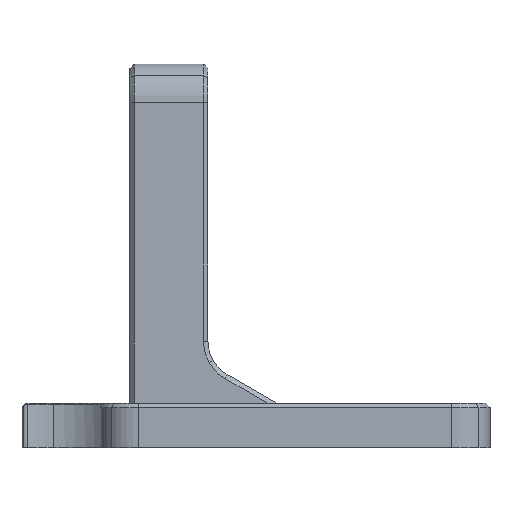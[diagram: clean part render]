
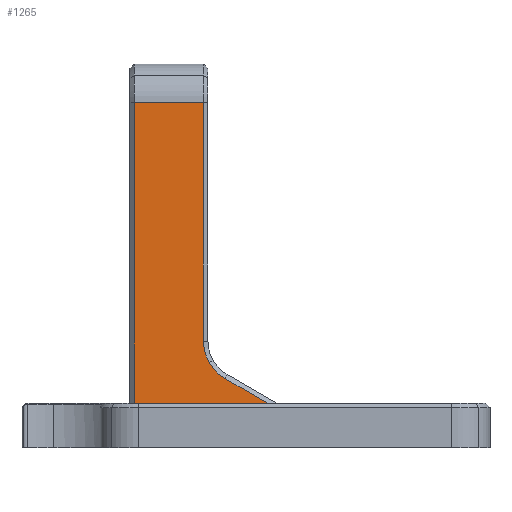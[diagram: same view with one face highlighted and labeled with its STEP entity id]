
A CAD part, left-side view. The second image highlights one B-rep face of the part: STEP entity #1265.
In plain terms, the highlighted planar face has unit normal (-1, 0, 0).
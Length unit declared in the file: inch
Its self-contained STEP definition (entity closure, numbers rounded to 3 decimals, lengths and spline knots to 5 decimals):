
#1265=ADVANCED_FACE('',(#2665),#2666,.T.);
#2665=FACE_OUTER_BOUND('',#4210,.T.);
#2666=PLANE('',#4211);
#4210=EDGE_LOOP('',(#8339,#8340,#8341,#8342,#8343,#8344,#8345));
#4211=AXIS2_PLACEMENT_3D('',#8346,#8347,#8348);
#8339=ORIENTED_EDGE('',*,*,#9721,.F.);
#8340=ORIENTED_EDGE('',*,*,#10648,.F.);
#8341=ORIENTED_EDGE('',*,*,#10883,.T.);
#8342=ORIENTED_EDGE('',*,*,#10995,.F.);
#8343=ORIENTED_EDGE('',*,*,#10160,.F.);
#8344=ORIENTED_EDGE('',*,*,#10653,.F.);
#8345=ORIENTED_EDGE('',*,*,#10689,.F.);
#8346=CARTESIAN_POINT('',(5.91219,0.16594,0.5898));
#8347=DIRECTION('',(-1.0,0.0,0.0));
#8348=DIRECTION('',(0.0,0.0,1.0));
#9721=EDGE_CURVE('',#11859,#11861,#11862,.T.);
#10160=EDGE_CURVE('',#12547,#12550,#12551,.T.);
#10648=EDGE_CURVE('',#13234,#11859,#13236,.T.);
#10653=EDGE_CURVE('',#13240,#12547,#13242,.T.);
#10689=EDGE_CURVE('',#11861,#13240,#13288,.T.);
#10883=EDGE_CURVE('',#13234,#13526,#13528,.T.);
#10995=EDGE_CURVE('',#12550,#13526,#13653,.T.);
#11859=VERTEX_POINT('',#15010);
#11861=VERTEX_POINT('',#15012);
#11862=LINE('',#15013,#15014);
#12547=VERTEX_POINT('',#16080);
#12550=VERTEX_POINT('',#16084);
#12551=CIRCLE('',#16085,0.13189);
#13234=VERTEX_POINT('',#17350);
#13236=LINE('',#17353,#17354);
#13240=VERTEX_POINT('',#17359);
#13242=CIRCLE('',#17362,0.13189);
#13288=LINE('',#17439,#17440);
#13526=VERTEX_POINT('',#17827);
#13528=LINE('',#17830,#17831);
#13653=LINE('',#18073,#18074);
#15010=CARTESIAN_POINT('',(5.91219,0.27401,0.47169));
#15012=CARTESIAN_POINT('',(5.91219,0.06199,0.47169));
#15013=CARTESIAN_POINT('',(5.91219,0.286,0.47169));
#15014=VECTOR('',#18592,1.0);
#16080=CARTESIAN_POINT('',(5.91219,0.04443,-0.32767));
#16084=CARTESIAN_POINT('',(5.91219,-0.00359,-0.37592));
#16085=AXIS2_PLACEMENT_3D('',#18953,#18954,#18955);
#17350=CARTESIAN_POINT('',(5.91219,0.27401,-0.45201));
#17353=CARTESIAN_POINT('',(5.91219,0.27401,0.55573));
#17354=VECTOR('',#19259,1.0);
#17359=CARTESIAN_POINT('',(5.91219,0.06199,-0.26191));
#17362=AXIS2_PLACEMENT_3D('',#19262,#19263,#19264);
#17439=CARTESIAN_POINT('',(5.91219,0.06199,0.14969));
#17440=VECTOR('',#19287,1.0);
#17827=CARTESIAN_POINT('',(5.91219,-0.13441,-0.45201));
#17830=CARTESIAN_POINT('',(5.91219,0.40606,-0.45201));
#17831=VECTOR('',#19414,1.0);
#18073=CARTESIAN_POINT('',(5.91219,0.27589,-0.21337));
#18074=VECTOR('',#19502,1.0);
#18592=DIRECTION('',(0.0,-1.0,0.0));
#18953=CARTESIAN_POINT('',(5.91219,-0.0699,-0.26191));
#18954=DIRECTION('',(-1.0,0.0,0.0));
#18955=DIRECTION('',(0.0,0.867,-0.499));
#19259=DIRECTION('',(0.0,0.0,1.0));
#19262=CARTESIAN_POINT('',(5.91219,-0.0699,-0.26191));
#19263=DIRECTION('',(-1.0,0.0,0.0));
#19264=DIRECTION('',(0.0,0.867,-0.499));
#19287=DIRECTION('',(0.0,0.0,-1.0));
#19414=DIRECTION('',(0.0,-1.0,0.0));
#19502=DIRECTION('',(0.0,-0.864,-0.503));
